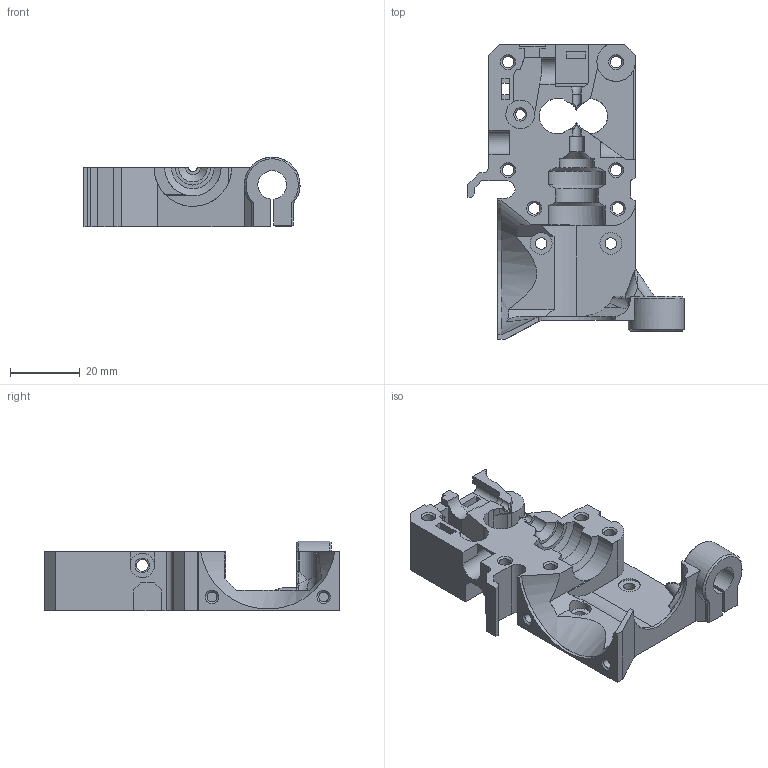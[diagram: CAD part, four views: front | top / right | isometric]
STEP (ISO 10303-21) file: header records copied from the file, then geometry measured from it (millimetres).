
FILE_DESCRIPTION(/* description */ (''),/* implementation_level */ '2;1');
FILE_NAME(/* name */ 'extruder-body.stp',/* time_stamp */ '2020-11-25T11:24:53+01:00',/* author */ ('PR'),/* organization */ (''),/* preprocessor_version */ 'ST-DEVELOPER v18.1',/* originating_system */ 'Autodesk Inventor 2021',/* authorisation */ '');
FILE_SCHEMA (('AUTOMOTIVE_DESIGN { 1 0 10303 214 3 1 1 }'));
Length unit declared in the file: millimetre
Products named in the file (1): mk3ss-extruder-body
Bounding box: 61.99 x 84.5 x 19.99 mm (x, y, z)
Volume: 28553.3 mm3; surface area: 15706.1 mm2
Topology: 1 solids, 1 shells, 334 faces, 938 edges, 613 vertices
Faces by surface type: plane 201, cylinder 65, bspline 35, cone 29, torus 4
Full cylindrical faces by diameter (mm): 1.8 x1, 2.8 x3, 3.3 x11, 3.4 x3, 6.3 x2, 7 x1
Entity records: 11593 total; most frequent: CARTESIAN_POINT 3026, ORIENTED_EDGE 1874, DIRECTION 1628, EDGE_CURVE 937, LINE 626, VECTOR 626, VERTEX_POINT 613, AXIS2_PLACEMENT_3D 501
